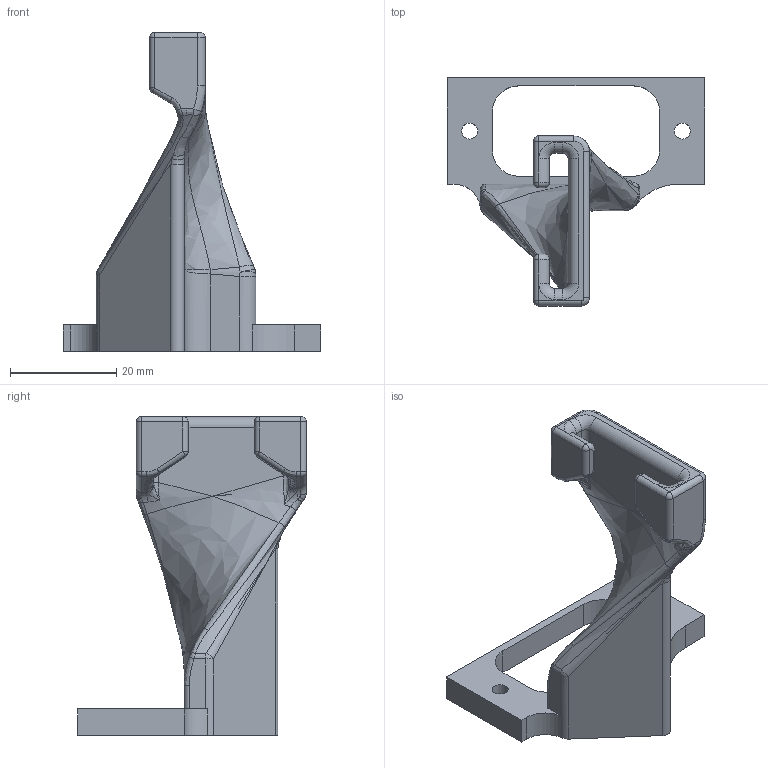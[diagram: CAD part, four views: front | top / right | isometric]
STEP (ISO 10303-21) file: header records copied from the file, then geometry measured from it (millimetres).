
FILE_DESCRIPTION (( 'STEP AP214' ), '1' );
FILE_NAME ('Cable_Mount.STEP', '2024-06-20T07:58:48', ( '' ), ( '' ), 'SwSTEP 2.0', 'SolidWorks 2024', '' );
FILE_SCHEMA (( 'AUTOMOTIVE_DESIGN' ));
Length unit declared in the file: millimetre
Products named in the file (1): Cable_Mount
Bounding box: 48.5 x 43 x 60 mm (x, y, z)
Volume: 13042.4 mm3; surface area: 7009.9 mm2
Topology: 1 solids, 1 shells, 183 faces, 448 edges, 246 vertices
Faces by surface type: bspline 79, cylinder 53, plane 34, sphere 9, torus 8
Entity records: 6886 total; most frequent: CARTESIAN_POINT 3223, ORIENTED_EDGE 854, DIRECTION 645, EDGE_CURVE 427, AXIS2_PLACEMENT_3D 258, VERTEX_POINT 246, EDGE_LOOP 189, ADVANCED_FACE 183
